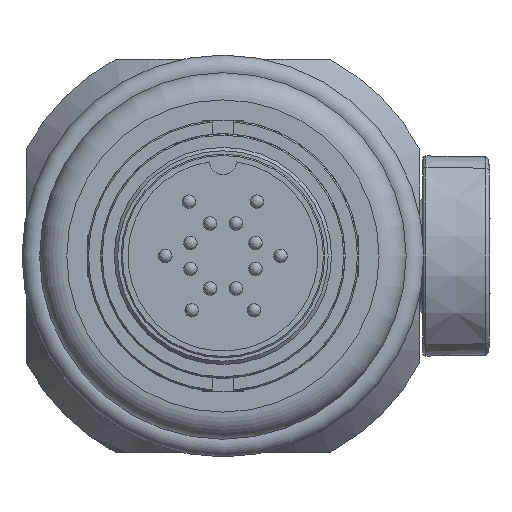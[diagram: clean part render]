
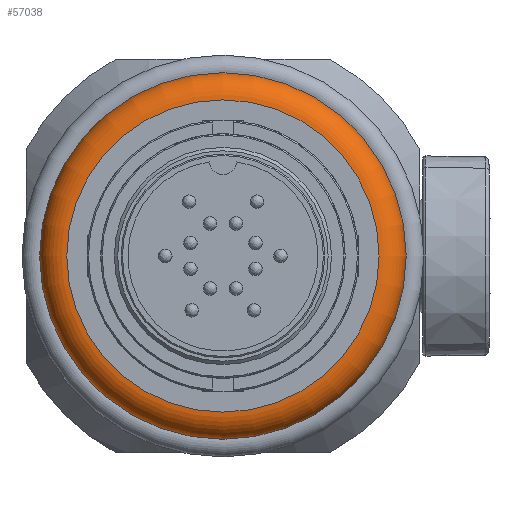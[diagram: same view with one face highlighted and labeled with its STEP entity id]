
A CAD part, left-side view. The second image highlights one B-rep face of the part: STEP entity #57038.
In plain terms, the highlighted toroidal (fillet/blend) face has major radius 11.5 mm and minor radius 2 mm.
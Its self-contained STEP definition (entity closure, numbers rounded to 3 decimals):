
#382 = AXIS2_PLACEMENT_3D ( 'NONE', #47006, #10386, #29425 ) ;
#751 = CIRCLE ( 'NONE', #28742, 13.5 ) ;
#6203 = DIRECTION ( 'NONE',  ( 0., -1., 0. ) ) ;
#8699 = CARTESIAN_POINT ( 'NONE',  ( -141.2, -11.5, 0. ) ) ;
#9542 = EDGE_CURVE ( 'NONE', #12226, #12226, #53625, .T. ) ;
#10386 = DIRECTION ( 'NONE',  ( -1., 0., 0. ) ) ;
#12226 = VERTEX_POINT ( 'NONE', #8699 ) ;
#19699 = TOROIDAL_SURFACE ( 'NONE', #48562, 11.5, 2. ) ;
#24667 = ORIENTED_EDGE ( 'NONE', *, *, #55464, .T. ) ;
#27738 = FACE_OUTER_BOUND ( 'NONE', #40370, .T. ) ;
#28742 = AXIS2_PLACEMENT_3D ( 'NONE', #30059, #47882, #6203 ) ;
#29425 = DIRECTION ( 'NONE',  ( 0., -1., 0. ) ) ;
#30059 = CARTESIAN_POINT ( 'NONE',  ( -139.2, 0., 0. ) ) ;
#31836 = CARTESIAN_POINT ( 'NONE',  ( -139.2, 0., 0. ) ) ;
#32028 = DIRECTION ( 'NONE',  ( -1., 0., 0. ) ) ;
#34753 = EDGE_LOOP ( 'NONE', ( #34867 ) ) ;
#34867 = ORIENTED_EDGE ( 'NONE', *, *, #9542, .F. ) ;
#40370 = EDGE_LOOP ( 'NONE', ( #24667 ) ) ;
#40408 = VERTEX_POINT ( 'NONE', #55352 ) ;
#41490 = FACE_OUTER_BOUND ( 'NONE', #34753, .T. ) ;
#47006 = CARTESIAN_POINT ( 'NONE',  ( -141.2, 0., 0. ) ) ;
#47882 = DIRECTION ( 'NONE',  ( -1., 0., 0. ) ) ;
#48562 = AXIS2_PLACEMENT_3D ( 'NONE', #31836, #32028, #50237 ) ;
#50237 = DIRECTION ( 'NONE',  ( 0., -1., 0. ) ) ;
#53625 = CIRCLE ( 'NONE', #382, 11.5 ) ;
#55352 = CARTESIAN_POINT ( 'NONE',  ( -139.2, -13.5, 0. ) ) ;
#55464 = EDGE_CURVE ( 'NONE', #40408, #40408, #751, .T. ) ;
#57038 = ADVANCED_FACE ( 'NONE', ( #41490, #27738 ), #19699, .T. ) ;
